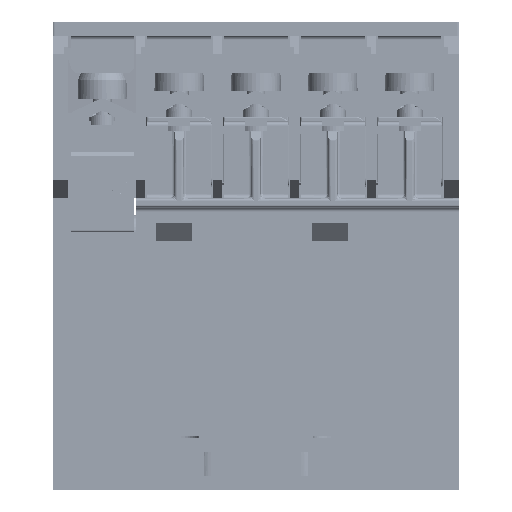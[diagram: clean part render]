
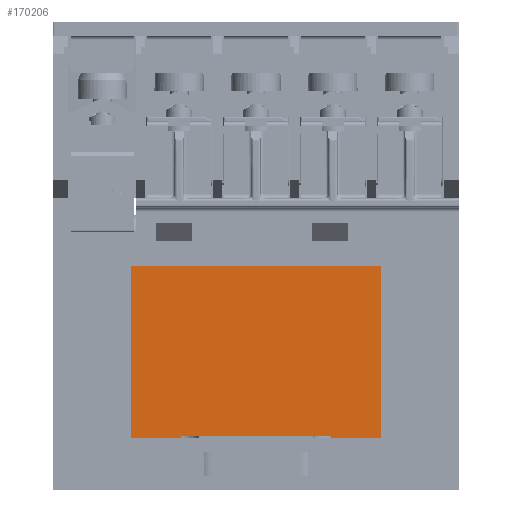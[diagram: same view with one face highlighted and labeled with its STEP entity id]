
A CAD part, front view. The second image highlights one B-rep face of the part: STEP entity #170206.
In plain terms, the highlighted planar face has unit normal (0, -1, 0).
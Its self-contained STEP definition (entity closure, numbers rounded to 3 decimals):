
#154750=CARTESIAN_POINT('',(-13.875,-22.175,6.75));
#154751=VERTEX_POINT('',#154750);
#154758=CARTESIAN_POINT('',(13.875,-22.175,6.75));
#154759=VERTEX_POINT('',#154758);
#154760=CARTESIAN_POINT('',(-13.875,-22.175,6.75));
#154761=DIRECTION('',(1.0,0.0,0.0));
#154762=VECTOR('',#154761,27.75);
#154763=LINE('',#154760,#154762);
#154764=EDGE_CURVE('',#154751,#154759,#154763,.T.);
#157031=CARTESIAN_POINT('',(13.875,-22.175,-12.25));
#157032=VERTEX_POINT('',#157031);
#157041=CARTESIAN_POINT('',(13.875,-22.175,-12.25));
#157042=DIRECTION('',(0.0,0.0,1.0));
#157043=VECTOR('',#157042,19.0);
#157044=LINE('',#157041,#157043);
#157045=EDGE_CURVE('',#157032,#154759,#157044,.T.);
#157057=CARTESIAN_POINT('',(-13.875,-22.175,-12.25));
#157058=VERTEX_POINT('',#157057);
#157065=CARTESIAN_POINT('',(-13.875,-22.175,6.75));
#157066=DIRECTION('',(0.0,0.0,-1.0));
#157067=VECTOR('',#157066,19.);
#157068=LINE('',#157065,#157067);
#157069=EDGE_CURVE('',#154751,#157058,#157068,.T.);
#161143=CARTESIAN_POINT('',(-8.25,-22.175,-12.25));
#161144=VERTEX_POINT('',#161143);
#161152=CARTESIAN_POINT('',(-13.875,-22.175,-12.25));
#161153=DIRECTION('',(1.0,0.0,0.0));
#161154=VECTOR('',#161153,5.625);
#161155=LINE('',#161152,#161154);
#161156=EDGE_CURVE('',#157058,#161144,#161155,.T.);
#161212=CARTESIAN_POINT('',(8.25,-22.175,-12.));
#161213=VERTEX_POINT('',#161212);
#161221=CARTESIAN_POINT('',(-8.25,-22.175,-12.));
#161222=VERTEX_POINT('',#161221);
#161223=CARTESIAN_POINT('',(-8.25,-22.175,-12.));
#161224=DIRECTION('',(1.0,0.0,0.0));
#161225=VECTOR('',#161224,16.5);
#161226=LINE('',#161223,#161225);
#161227=EDGE_CURVE('',#161222,#161213,#161226,.T.);
#170132=CARTESIAN_POINT('',(8.25,-22.175,-12.25));
#170133=VERTEX_POINT('',#170132);
#170148=CARTESIAN_POINT('',(8.25,-22.175,-12.25));
#170149=DIRECTION('',(1.0,0.0,0.0));
#170150=VECTOR('',#170149,5.625);
#170151=LINE('',#170148,#170150);
#170152=EDGE_CURVE('',#170133,#157032,#170151,.T.);
#170175=CARTESIAN_POINT('',(8.25,-22.175,-12.25));
#170176=DIRECTION('',(0.0,0.0,1.0));
#170177=VECTOR('',#170176,0.25);
#170178=LINE('',#170175,#170177);
#170179=EDGE_CURVE('',#170133,#161213,#170178,.T.);
#170186=CARTESIAN_POINT('',(0.,-22.175,-3.75));
#170187=DIRECTION('',(0.0,1.0,0.0));
#170188=DIRECTION('',(0.0,0.0,1.0));
#170189=AXIS2_PLACEMENT_3D('',#170186,#170187,#170188);
#170190=PLANE('',#170189);
#170191=CARTESIAN_POINT('',(-8.25,-22.175,-12.));
#170192=DIRECTION('',(0.0,0.0,-1.0));
#170193=VECTOR('',#170192,0.25);
#170194=LINE('',#170191,#170193);
#170195=EDGE_CURVE('',#161222,#161144,#170194,.T.);
#170196=ORIENTED_EDGE('',*,*,#170195,.F.);
#170197=ORIENTED_EDGE('',*,*,#161227,.T.);
#170198=ORIENTED_EDGE('',*,*,#170179,.F.);
#170199=ORIENTED_EDGE('',*,*,#170152,.T.);
#170200=ORIENTED_EDGE('',*,*,#157045,.T.);
#170201=ORIENTED_EDGE('',*,*,#154764,.F.);
#170202=ORIENTED_EDGE('',*,*,#157069,.T.);
#170203=ORIENTED_EDGE('',*,*,#161156,.T.);
#170204=EDGE_LOOP('',(#170196,#170197,#170198,#170199,#170200,#170201,#170202,#170203));
#170205=FACE_OUTER_BOUND('',#170204,.T.);
#170206=ADVANCED_FACE('',(#170205),#170190,.F.);
